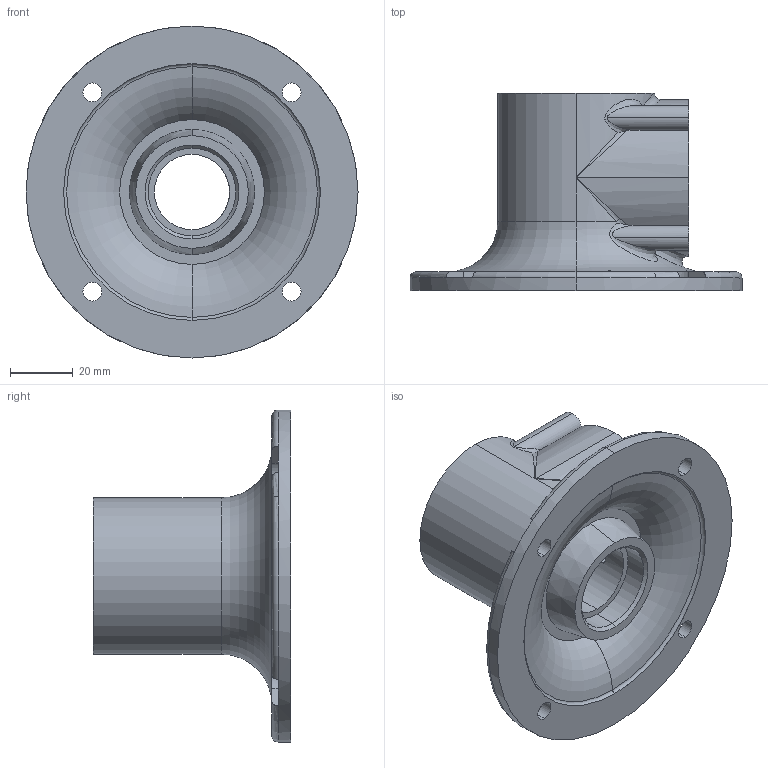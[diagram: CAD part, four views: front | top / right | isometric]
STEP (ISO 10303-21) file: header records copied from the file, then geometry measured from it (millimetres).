
FILE_DESCRIPTION (( 'STEP AP214' ), '1' );
FILE_NAME ('彸枙.STEP', '2024-10-30T11:11:35', ( '' ), ( '' ), 'SwSTEP 2.0', 'SolidWorks 2024', '' );
FILE_SCHEMA (( 'AUTOMOTIVE_DESIGN' ));
Length unit declared in the file: millimetre
Products named in the file (1): 试题
Bounding box: 106 x 63 x 106 mm (x, y, z)
Volume: 129681 mm3; surface area: 40471.1 mm2
Topology: 1 solids, 1 shells, 135 faces, 334 edges, 208 vertices
Faces by surface type: cylinder 64, plane 36, torus 15, bspline 12, cone 8
Entity records: 6058 total; most frequent: CARTESIAN_POINT 2879, DIRECTION 671, ORIENTED_EDGE 660, EDGE_CURVE 330, AXIS2_PLACEMENT_3D 285, VERTEX_POINT 208, CIRCLE 161, EDGE_LOOP 160
